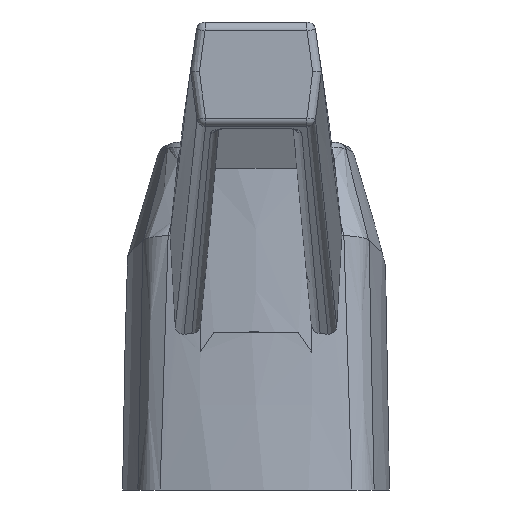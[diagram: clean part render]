
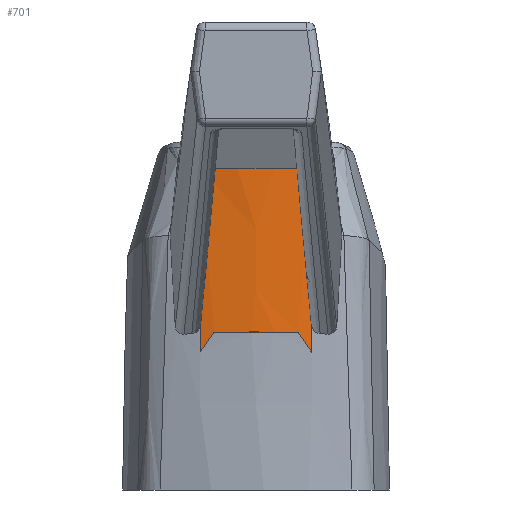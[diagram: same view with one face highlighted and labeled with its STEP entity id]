
A CAD part, left-side view. The second image highlights one B-rep face of the part: STEP entity #701.
In plain terms, the highlighted free-form (B-spline) face has degree [3, 3] with [6, 4] control points.
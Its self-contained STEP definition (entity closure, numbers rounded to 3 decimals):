
#701 = ADVANCED_FACE( '', ( #1437 ), #1438, .F. );
#1437 = FACE_OUTER_BOUND( '', #7651, .T. );
#1438 = B_SPLINE_SURFACE_WITH_KNOTS( '', 3, 3, ( ( #7652, #7653, #7654, #7655 ), ( #7656, #7657, #7658, #7659 ), ( #7660, #7661, #7662, #7663 ), ( #7664, #7665, #7666, #7667 ), ( #7668, #7669, #7670, #7671 ), ( #7672, #7673, #7674, #7675 ) ), .UNSPECIFIED., .F., .F., .F., ( 4, 2, 4 ), ( 4, 4 ), ( 0., 0.5, 1. ), ( 0., 1. ), .UNSPECIFIED. );
#7651 = EDGE_LOOP( '', ( #10234, #10235, #10236, #10237, #10238, #10239 ) );
#7652 = CARTESIAN_POINT( '', ( -14.9, -6.408, 0. ) );
#7653 = CARTESIAN_POINT( '', ( -14.792, -6.382, 12.306 ) );
#7654 = CARTESIAN_POINT( '', ( -14.684, -6.357, 24.613 ) );
#7655 = CARTESIAN_POINT( '', ( -14.576, -6.331, 36.919 ) );
#7656 = CARTESIAN_POINT( '', ( -15.288, -4.296, 0. ) );
#7657 = CARTESIAN_POINT( '', ( -15.17, -4.278, 12.327 ) );
#7658 = CARTESIAN_POINT( '', ( -15.052, -4.26, 24.653 ) );
#7659 = CARTESIAN_POINT( '', ( -14.933, -4.241, 36.98 ) );
#7660 = CARTESIAN_POINT( '', ( -15.484, -2.149, 0. ) );
#7661 = CARTESIAN_POINT( '', ( -15.361, -2.139, 12.337 ) );
#7662 = CARTESIAN_POINT( '', ( -15.237, -2.13, 24.673 ) );
#7663 = CARTESIAN_POINT( '', ( -15.113, -2.121, 37.01 ) );
#7664 = CARTESIAN_POINT( '', ( -15.485, 2.146, 0. ) );
#7665 = CARTESIAN_POINT( '', ( -15.361, 2.138, 12.337 ) );
#7666 = CARTESIAN_POINT( '', ( -15.237, 2.129, 24.673 ) );
#7667 = CARTESIAN_POINT( '', ( -15.113, 2.121, 37.01 ) );
#7668 = CARTESIAN_POINT( '', ( -15.289, 4.294, 0. ) );
#7669 = CARTESIAN_POINT( '', ( -15.17, 4.276, 12.327 ) );
#7670 = CARTESIAN_POINT( '', ( -15.052, 4.259, 24.653 ) );
#7671 = CARTESIAN_POINT( '', ( -14.933, 4.241, 36.98 ) );
#7672 = CARTESIAN_POINT( '', ( -14.9, 6.406, 0. ) );
#7673 = CARTESIAN_POINT( '', ( -14.792, 6.381, 12.306 ) );
#7674 = CARTESIAN_POINT( '', ( -14.684, 6.356, 24.613 ) );
#7675 = CARTESIAN_POINT( '', ( -14.576, 6.331, 36.919 ) );
#10234 = ORIENTED_EDGE( '', *, *, #10771, .T. );
#10235 = ORIENTED_EDGE( '', *, *, #11114, .T. );
#10236 = ORIENTED_EDGE( '', *, *, #10769, .T. );
#10237 = ORIENTED_EDGE( '', *, *, #11104, .T. );
#10238 = ORIENTED_EDGE( '', *, *, #11124, .T. );
#10239 = ORIENTED_EDGE( '', *, *, #10594, .F. );
#10594 = EDGE_CURVE( '', #11507, #11509, #11510, .F. );
#10769 = EDGE_CURVE( '', #11809, #11807, #11810, .T. );
#10771 = EDGE_CURVE( '', #11507, #11811, #11813, .T. );
#11104 = EDGE_CURVE( '', #11807, #12275, #12277, .F. );
#11114 = EDGE_CURVE( '', #11811, #11809, #12289, .T. );
#11124 = EDGE_CURVE( '', #12275, #11509, #12299, .F. );
#11507 = VERTEX_POINT( '', #13236 );
#11509 = VERTEX_POINT( '', #13241 );
#11510 = B_SPLINE_CURVE_WITH_KNOTS( '', 3, ( #13242, #13243, #13244, #13245 ), .UNSPECIFIED., .F., .F., ( 4, 4 ), ( 0., 0.57 ), .UNSPECIFIED. );
#11807 = VERTEX_POINT( '', #14099 );
#11809 = VERTEX_POINT( '', #14104 );
#11810 = B_SPLINE_CURVE_WITH_KNOTS( '', 3, ( #14105, #14106, #14107, #14108 ), .UNSPECIFIED., .F., .F., ( 4, 4 ), ( 0.016, 0.019 ), .UNSPECIFIED. );
#11811 = VERTEX_POINT( '', #14109 );
#11813 = B_SPLINE_CURVE_WITH_KNOTS( '', 3, ( #14118, #14119, #14120, #14121 ), .UNSPECIFIED., .F., .F., ( 4, 4 ), ( 0., 0.003 ), .UNSPECIFIED. );
#12275 = VERTEX_POINT( '', #15522 );
#12277 = B_SPLINE_CURVE_WITH_KNOTS( '', 3, ( #15525, #15526, #15527, #15528 ), .UNSPECIFIED., .F., .F., ( 4, 4 ), ( 0., 0.57 ), .UNSPECIFIED. );
#12289 = B_SPLINE_CURVE_WITH_KNOTS( '', 3, ( #15545, #15546, #15547, #15548, #15549, #15550 ), .UNSPECIFIED., .F., .F., ( 4, 2, 4 ), ( 0.002, 0.006, 0.011 ), .UNSPECIFIED. );
#12299 = B_SPLINE_CURVE_WITH_KNOTS( '', 3, ( #15669, #15670, #15671, #15672, #15673, #15674 ), .UNSPECIFIED., .F., .F., ( 4, 2, 4 ), ( 0., 0.5, 1. ), .UNSPECIFIED. );
#13236 = CARTESIAN_POINT( '', ( -14.761, 6.374, 15.869 ) );
#13241 = CARTESIAN_POINT( '', ( -14.576, 6.331, 36.919 ) );
#13242 = CARTESIAN_POINT( '', ( -14.576, 6.331, 36.919 ) );
#13243 = CARTESIAN_POINT( '', ( -14.638, 6.345, 29.903 ) );
#13244 = CARTESIAN_POINT( '', ( -14.699, 6.359, 22.886 ) );
#13245 = CARTESIAN_POINT( '', ( -14.761, 6.374, 15.869 ) );
#14099 = CARTESIAN_POINT( '', ( -14.761, -6.375, 15.867 ) );
#14104 = CARTESIAN_POINT( '', ( -14.979, -4.843, 18.085 ) );
#14105 = CARTESIAN_POINT( '', ( -14.979, -4.843, 18.085 ) );
#14106 = CARTESIAN_POINT( '', ( -14.917, -5.358, 17.348 ) );
#14107 = CARTESIAN_POINT( '', ( -14.845, -5.863, 16.604 ) );
#14108 = CARTESIAN_POINT( '', ( -14.761, -6.375, 15.867 ) );
#14109 = CARTESIAN_POINT( '', ( -14.979, 4.843, 18.085 ) );
#14118 = CARTESIAN_POINT( '', ( -14.761, 6.374, 15.869 ) );
#14119 = CARTESIAN_POINT( '', ( -14.845, 5.862, 16.606 ) );
#14120 = CARTESIAN_POINT( '', ( -14.917, 5.358, 17.349 ) );
#14121 = CARTESIAN_POINT( '', ( -14.979, 4.843, 18.085 ) );
#15522 = CARTESIAN_POINT( '', ( -14.576, -6.331, 36.919 ) );
#15525 = CARTESIAN_POINT( '', ( -14.576, -6.331, 36.919 ) );
#15526 = CARTESIAN_POINT( '', ( -14.638, -6.345, 29.902 ) );
#15527 = CARTESIAN_POINT( '', ( -14.699, -6.36, 22.884 ) );
#15528 = CARTESIAN_POINT( '', ( -14.761, -6.375, 15.867 ) );
#15545 = CARTESIAN_POINT( '', ( -14.979, 4.843, 18.085 ) );
#15546 = CARTESIAN_POINT( '', ( -15.194, 3.238, 18.145 ) );
#15547 = CARTESIAN_POINT( '', ( -15.302, 1.617, 18.175 ) );
#15548 = CARTESIAN_POINT( '', ( -15.302, -1.628, 18.175 ) );
#15549 = CARTESIAN_POINT( '', ( -15.194, -3.24, 18.145 ) );
#15550 = CARTESIAN_POINT( '', ( -14.979, -4.843, 18.085 ) );
#15669 = CARTESIAN_POINT( '', ( -14.576, 6.331, 36.919 ) );
#15670 = CARTESIAN_POINT( '', ( -14.933, 4.241, 36.98 ) );
#15671 = CARTESIAN_POINT( '', ( -15.113, 2.121, 37.01 ) );
#15672 = CARTESIAN_POINT( '', ( -15.113, -2.121, 37.01 ) );
#15673 = CARTESIAN_POINT( '', ( -14.933, -4.241, 36.98 ) );
#15674 = CARTESIAN_POINT( '', ( -14.576, -6.331, 36.919 ) );
